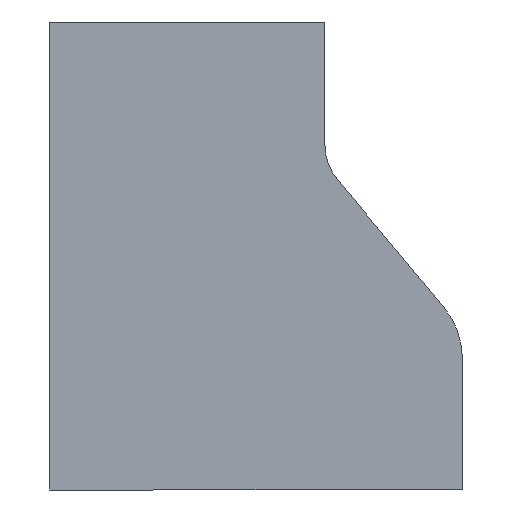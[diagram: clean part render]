
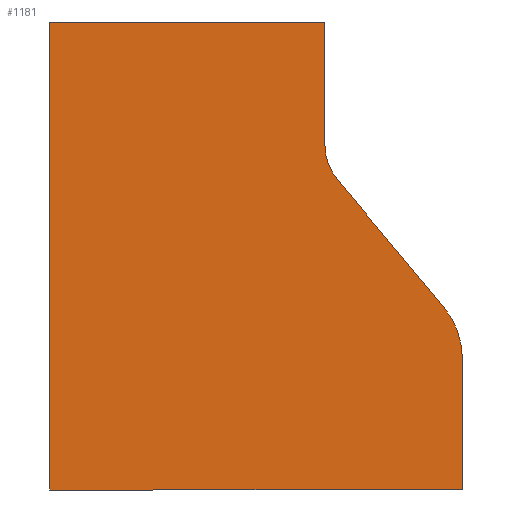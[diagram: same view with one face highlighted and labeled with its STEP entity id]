
A CAD part, front view. The second image highlights one B-rep face of the part: STEP entity #1181.
In plain terms, the highlighted planar face has unit normal (0, -1, 0).
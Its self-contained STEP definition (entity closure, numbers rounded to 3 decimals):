
#76 = EDGE_CURVE ( 'NONE', #785, #816, #1063, .T. ) ;
#94 = AXIS2_PLACEMENT_3D ( 'NONE', #377, #376, #375 ) ;
#160 = EDGE_CURVE ( 'NONE', #816, #770, #1126, .T. ) ;
#164 = EDGE_CURVE ( 'NONE', #774, #768, #1145, .T. ) ;
#178 = AXIS2_PLACEMENT_3D ( 'NONE', #499, #498, #497 ) ;
#187 = EDGE_CURVE ( 'NONE', #785, #820, #1103, .T. ) ;
#195 = EDGE_CURVE ( 'NONE', #778, #774, #1153, .T. ) ;
#196 = EDGE_CURVE ( 'NONE', #820, #780, #1154, .T. ) ;
#198 = EDGE_CURVE ( 'NONE', #770, #778, #1149, .T. ) ;
#207 = EDGE_CURVE ( 'NONE', #780, #768, #998, .T. ) ;
#234 = DIRECTION ( 'NONE',  ( 0., 0., 1. ) ) ;
#235 = DIRECTION ( 'NONE',  ( 0., 1., 0. ) ) ;
#239 = PLANE ( 'NONE',  #566 ) ;
#248 = CARTESIAN_POINT ( 'NONE',  ( -70., 0., -44.501 ) ) ;
#268 = DIRECTION ( 'NONE',  ( 0., 0., 1. ) ) ;
#287 = CARTESIAN_POINT ( 'NONE',  ( 200., 0., -122.603 ) ) ;
#294 = CARTESIAN_POINT ( 'NONE',  ( 50., 0., -170. ) ) ;
#358 = DIRECTION ( 'NONE',  ( -1., 0., 0. ) ) ;
#359 = CARTESIAN_POINT ( 'NONE',  ( -100., 0., -170. ) ) ;
#373 = DIRECTION ( 'NONE',  ( 0., 0., 1. ) ) ;
#374 = CARTESIAN_POINT ( 'NONE',  ( 50., 0., 0. ) ) ;
#375 = DIRECTION ( 'NONE',  ( 0., 0., 1. ) ) ;
#376 = DIRECTION ( 'NONE',  ( 0., 1., 0. ) ) ;
#377 = CARTESIAN_POINT ( 'NONE',  ( 170., 0., -44.501 ) ) ;
#409 = CARTESIAN_POINT ( 'NONE',  ( 193.047, 0., -103.398 ) ) ;
#413 = CARTESIAN_POINT ( 'NONE',  ( 200., 0., -170. ) ) ;
#422 = CARTESIAN_POINT ( 'NONE',  ( 150., 0., -44.501 ) ) ;
#424 = CARTESIAN_POINT ( 'NONE',  ( 50., 0., 0. ) ) ;
#428 = CARTESIAN_POINT ( 'NONE',  ( 154.636, 0., -57.304 ) ) ;
#436 = CARTESIAN_POINT ( 'NONE',  ( 150., 0., 0. ) ) ;
#497 = DIRECTION ( 'NONE',  ( 0., 0., 1. ) ) ;
#498 = DIRECTION ( 'NONE',  ( 0., -1., 0. ) ) ;
#499 = CARTESIAN_POINT ( 'NONE',  ( 170., 0., -122.603 ) ) ;
#505 = DIRECTION ( 'NONE',  ( 0., 0., 1. ) ) ;
#512 = CARTESIAN_POINT ( 'NONE',  ( 200., 0., -122.603 ) ) ;
#530 = CARTESIAN_POINT ( 'NONE',  ( 154.636, 0., -57.304 ) ) ;
#533 = CARTESIAN_POINT ( 'NONE',  ( -50., 0., 0. ) ) ;
#549 = DIRECTION ( 'NONE',  ( -0.64, 0., 0.768 ) ) ;
#552 = CARTESIAN_POINT ( 'NONE',  ( 150., 0., 0. ) ) ;
#553 = DIRECTION ( 'NONE',  ( 1., 0., 0. ) ) ;
#566 = AXIS2_PLACEMENT_3D ( 'NONE', #248, #235, #234 ) ;
#685 = ORIENTED_EDGE ( 'NONE', *, *, #196, .F. ) ;
#686 = ORIENTED_EDGE ( 'NONE', *, *, #187, .F. ) ;
#687 = ORIENTED_EDGE ( 'NONE', *, *, #198, .T. ) ;
#688 = ORIENTED_EDGE ( 'NONE', *, *, #164, .T. ) ;
#689 = ORIENTED_EDGE ( 'NONE', *, *, #195, .T. ) ;
#696 = ORIENTED_EDGE ( 'NONE', *, *, #160, .T. ) ;
#697 = ORIENTED_EDGE ( 'NONE', *, *, #76, .T. ) ;
#698 = ORIENTED_EDGE ( 'NONE', *, *, #207, .F. ) ;
#768 = VERTEX_POINT ( 'NONE', #552 ) ;
#770 = VERTEX_POINT ( 'NONE', #409 ) ;
#774 = VERTEX_POINT ( 'NONE', #422 ) ;
#778 = VERTEX_POINT ( 'NONE', #428 ) ;
#780 = VERTEX_POINT ( 'NONE', #424 ) ;
#785 = VERTEX_POINT ( 'NONE', #413 ) ;
#816 = VERTEX_POINT ( 'NONE', #287 ) ;
#820 = VERTEX_POINT ( 'NONE', #294 ) ;
#826 = EDGE_LOOP ( 'NONE', ( #698, #685, #686, #697, #696, #687, #689, #688 ) ) ;
#983 = VECTOR ( 'NONE', #553, 1000. ) ;
#985 = FACE_OUTER_BOUND ( 'NONE', #826, .T. ) ;
#998 = LINE ( 'NONE', #533, #983 ) ;
#1062 = VECTOR ( 'NONE', #505, 1000. ) ;
#1063 = LINE ( 'NONE', #512, #1062 ) ;
#1103 = LINE ( 'NONE', #359, #1160 ) ;
#1113 = VECTOR ( 'NONE', #268, 1000. ) ;
#1126 = CIRCLE ( 'NONE', #178, 30. ) ;
#1138 = VECTOR ( 'NONE', #549, 1000. ) ;
#1145 = LINE ( 'NONE', #436, #1113 ) ;
#1149 = LINE ( 'NONE', #530, #1138 ) ;
#1150 = VECTOR ( 'NONE', #373, 1000. ) ;
#1153 = CIRCLE ( 'NONE', #94, 20. ) ;
#1154 = LINE ( 'NONE', #374, #1150 ) ;
#1160 = VECTOR ( 'NONE', #358, 1000. ) ;
#1181 = ADVANCED_FACE ( 'NONE', ( #985 ), #239, .F. ) ;
